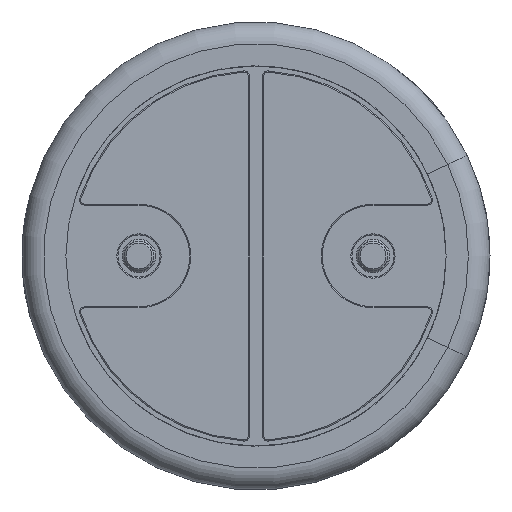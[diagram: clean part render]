
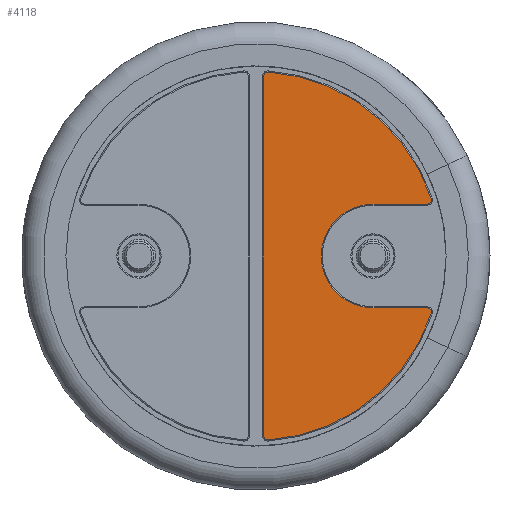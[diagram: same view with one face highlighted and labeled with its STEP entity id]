
A CAD part, front view. The second image highlights one B-rep face of the part: STEP entity #4118.
In plain terms, the highlighted planar face has unit normal (0, -1, 0).
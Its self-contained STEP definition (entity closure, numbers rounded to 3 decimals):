
#20=PLANE('',#4440);
#221=CIRCLE('',#4405,0.077);
#224=CIRCLE('',#4410,0.077);
#227=CIRCLE('',#4414,3.152);
#230=CIRCLE('',#4418,0.077);
#234=CIRCLE('',#4424,0.885);
#238=CIRCLE('',#4430,0.077);
#240=CIRCLE('',#4433,3.152);
#434=FACE_OUTER_BOUND('',#627,.T.);
#627=EDGE_LOOP('',(#3379,#3380,#3381,#3382,#3383,#3384,#3385,#3386,#3387,
#3388));
#823=LINE('',#7815,#1009);
#825=LINE('',#7839,#1011);
#827=LINE('',#7851,#1013);
#1009=VECTOR('',#5090,10.);
#1011=VECTOR('',#5120,10.);
#1013=VECTOR('',#5134,10.);
#1737=VERTEX_POINT('',#7803);
#1740=VERTEX_POINT('',#7808);
#1742=VERTEX_POINT('',#7813);
#1744=VERTEX_POINT('',#7819);
#1746=VERTEX_POINT('',#7825);
#1748=VERTEX_POINT('',#7831);
#1750=VERTEX_POINT('',#7837);
#1752=VERTEX_POINT('',#7843);
#1754=VERTEX_POINT('',#7849);
#1756=VERTEX_POINT('',#7855);
#2294=EDGE_CURVE('',#1740,#1737,#221,.T.);
#2296=EDGE_CURVE('',#1742,#1740,#823,.T.);
#2299=EDGE_CURVE('',#1744,#1742,#224,.T.);
#2302=EDGE_CURVE('',#1746,#1744,#227,.T.);
#2305=EDGE_CURVE('',#1748,#1746,#230,.T.);
#2308=EDGE_CURVE('',#1750,#1748,#825,.T.);
#2311=EDGE_CURVE('',#1752,#1750,#234,.T.);
#2314=EDGE_CURVE('',#1754,#1752,#827,.T.);
#2317=EDGE_CURVE('',#1756,#1754,#238,.T.);
#2319=EDGE_CURVE('',#1737,#1756,#240,.T.);
#3379=ORIENTED_EDGE('',*,*,#2294,.F.);
#3380=ORIENTED_EDGE('',*,*,#2296,.F.);
#3381=ORIENTED_EDGE('',*,*,#2299,.F.);
#3382=ORIENTED_EDGE('',*,*,#2302,.F.);
#3383=ORIENTED_EDGE('',*,*,#2305,.F.);
#3384=ORIENTED_EDGE('',*,*,#2308,.F.);
#3385=ORIENTED_EDGE('',*,*,#2311,.F.);
#3386=ORIENTED_EDGE('',*,*,#2314,.F.);
#3387=ORIENTED_EDGE('',*,*,#2317,.F.);
#3388=ORIENTED_EDGE('',*,*,#2319,.F.);
#4118=ADVANCED_FACE('',(#434),#20,.F.);
#4405=AXIS2_PLACEMENT_3D('',#7810,#5084,#5085);
#4410=AXIS2_PLACEMENT_3D('',#7821,#5096,#5097);
#4414=AXIS2_PLACEMENT_3D('',#7827,#5104,#5105);
#4418=AXIS2_PLACEMENT_3D('',#7833,#5112,#5113);
#4424=AXIS2_PLACEMENT_3D('',#7845,#5126,#5127);
#4430=AXIS2_PLACEMENT_3D('',#7857,#5140,#5141);
#4433=AXIS2_PLACEMENT_3D('',#7860,#5146,#5147);
#4440=AXIS2_PLACEMENT_3D('',#7873,#5166,#5167);
#5084=DIRECTION('center_axis',(0.,1.,0.));
#5085=DIRECTION('ref_axis',(-0.683,0.,0.73));
#5090=DIRECTION('',(0.,0.,1.));
#5096=DIRECTION('center_axis',(0.,1.,0.));
#5097=DIRECTION('ref_axis',(-0.683,0.,-0.73));
#5104=DIRECTION('center_axis',(0.,1.,0.));
#5105=DIRECTION('ref_axis',(0.613,0.,-0.79));
#5112=DIRECTION('center_axis',(0.,1.,0.));
#5113=DIRECTION('ref_axis',(0.81,0.,0.586));
#5120=DIRECTION('',(1.,0.,0.));
#5126=DIRECTION('center_axis',(0.,-1.,0.));
#5127=DIRECTION('ref_axis',(-1.,0.,0.));
#5134=DIRECTION('',(-1.,0.,0.));
#5140=DIRECTION('center_axis',(0.,1.,0.));
#5141=DIRECTION('ref_axis',(0.81,0.,-0.586));
#5146=DIRECTION('center_axis',(0.,1.,0.));
#5147=DIRECTION('ref_axis',(0.613,0.,0.79));
#5166=DIRECTION('center_axis',(0.,1.,0.));
#5167=DIRECTION('ref_axis',(0.,0.,1.));
#7803=CARTESIAN_POINT('',(0.21,-0.05,3.145));
#7808=CARTESIAN_POINT('',(0.128,-0.05,3.068));
#7810=CARTESIAN_POINT('Origin',(0.205,-0.05,3.068));
#7813=CARTESIAN_POINT('',(0.128,-0.05,-3.068));
#7815=CARTESIAN_POINT('',(0.128,-0.05,1.534));
#7819=CARTESIAN_POINT('',(0.21,-0.05,-3.145));
#7821=CARTESIAN_POINT('Origin',(0.205,-0.05,-3.068));
#7825=CARTESIAN_POINT('',(2.994,-0.05,-0.986));
#7827=CARTESIAN_POINT('Origin',(0.,-0.05,0.));
#7831=CARTESIAN_POINT('',(2.921,-0.05,-0.885));
#7833=CARTESIAN_POINT('Origin',(2.921,-0.05,-0.962));
#7837=CARTESIAN_POINT('',(2.,-0.05,-0.885));
#7839=CARTESIAN_POINT('',(2.242,-0.05,-0.885));
#7843=CARTESIAN_POINT('',(2.,-0.05,0.885));
#7845=CARTESIAN_POINT('Origin',(2.,-0.05,0.));
#7849=CARTESIAN_POINT('',(2.921,-0.05,0.885));
#7851=CARTESIAN_POINT('',(1.781,-0.05,0.885));
#7855=CARTESIAN_POINT('',(2.994,-0.05,0.986));
#7857=CARTESIAN_POINT('Origin',(2.921,-0.05,0.962));
#7860=CARTESIAN_POINT('Origin',(0.,-0.05,0.));
#7873=CARTESIAN_POINT('Origin',(1.563,-0.05,0.));
